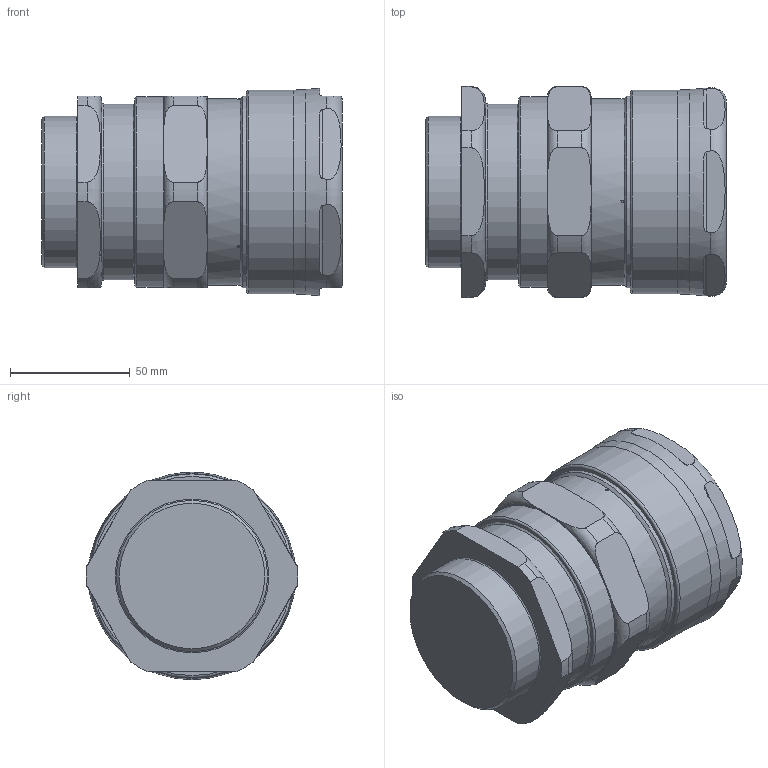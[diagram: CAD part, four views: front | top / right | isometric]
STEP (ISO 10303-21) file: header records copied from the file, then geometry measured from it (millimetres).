
FILE_DESCRIPTION(/* description */ (''),/* implementation_level */ '2;1');
FILE_NAME(/* name */ '453_RAC_X E.stp',/* time_stamp */ '2021-05-05T00:01:40+06:00',/* author */ ('vinaykumark'),/* organization */ (''),/* preprocessor_version */ 'ST-DEVELOPER v18',/* originating_system */ 'Autodesk Inventor 2020',/* authorisation */ '');
FILE_SCHEMA (('AUTOMOTIVE_DESIGN { 1 0 10303 214 3 1 1 }'));
Length unit declared in the file: inch
Products named in the file (1): 453_RAC_X E
Bounding box: 125.42 x 87.96 x 86.45 mm (x, y, z)
Volume: 922309.1 mm3; surface area: 145190.5 mm2
Topology: 9 solids, 9 shells, 650 faces, 1850 edges, 1226 vertices
Faces by surface type: torus 194, cylinder 151, cone 118, plane 116, bspline 69, sphere 2
Full cylindrical faces by diameter (mm): 1.4 x6, 56.3 x1, 63 x1, 65.3 x1, 66.45 x1, 67.15 x2, 70.3 x1, 72 x1, 72.3 x1, 73 x3, 73.3 x1, 75.421 x1, 77.7 x1, 78.5 x1, 79.2 x1, 80 x1, 85 x1
Entity records: 27133 total; most frequent: CARTESIAN_POINT 10491, ORIENTED_EDGE 3696, DIRECTION 3066, EDGE_CURVE 1848, AXIS2_PLACEMENT_3D 1322, VERTEX_POINT 1226, CIRCLE 740, EDGE_LOOP 664
